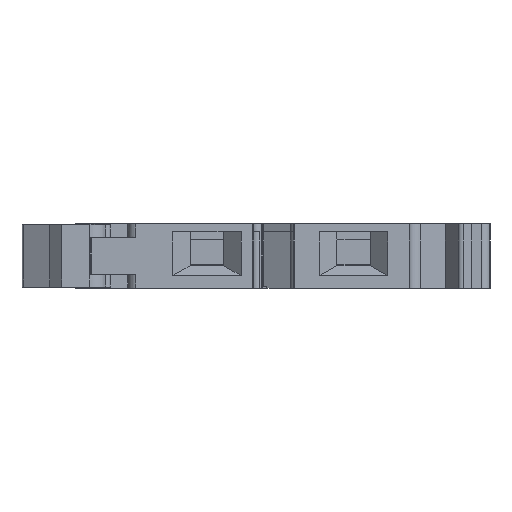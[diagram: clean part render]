
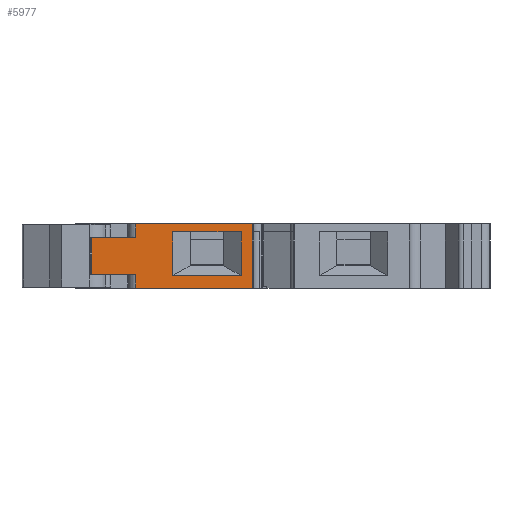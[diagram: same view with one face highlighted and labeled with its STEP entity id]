
A CAD part, left-side view. The second image highlights one B-rep face of the part: STEP entity #5977.
In plain terms, the highlighted planar face has unit normal (-1, 0, 0).
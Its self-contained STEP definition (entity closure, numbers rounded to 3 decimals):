
#956=ORIENTED_EDGE('',*,*,#2474,.T.);
#957=ORIENTED_EDGE('',*,*,#2446,.F.);
#958=ORIENTED_EDGE('',*,*,#2475,.F.);
#959=ORIENTED_EDGE('',*,*,#2099,.T.);
#960=ORIENTED_EDGE('',*,*,#2476,.F.);
#961=ORIENTED_EDGE('',*,*,#2477,.F.);
#962=ORIENTED_EDGE('',*,*,#2478,.T.);
#963=ORIENTED_EDGE('',*,*,#2479,.T.);
#964=ORIENTED_EDGE('',*,*,#2480,.T.);
#965=ORIENTED_EDGE('',*,*,#2481,.F.);
#966=ORIENTED_EDGE('',*,*,#2471,.F.);
#967=ORIENTED_EDGE('',*,*,#2482,.F.);
#2099=EDGE_CURVE('',#2974,#2973,#3559,.T.);
#2446=EDGE_CURVE('',#3238,#3239,#3830,.T.);
#2471=EDGE_CURVE('',#3254,#3255,#3854,.T.);
#2474=EDGE_CURVE('',#3256,#3239,#3857,.T.);
#2475=EDGE_CURVE('',#2974,#3238,#3858,.T.);
#2476=EDGE_CURVE('',#3257,#2973,#3859,.T.);
#2477=EDGE_CURVE('',#3258,#3257,#3860,.T.);
#2478=EDGE_CURVE('',#3258,#3259,#3861,.T.);
#2479=EDGE_CURVE('',#3259,#3256,#3862,.T.);
#2480=EDGE_CURVE('',#3260,#3261,#3863,.T.);
#2481=EDGE_CURVE('',#3255,#3261,#3864,.T.);
#2482=EDGE_CURVE('',#3260,#3254,#3865,.T.);
#2973=VERTEX_POINT('',#8492);
#2974=VERTEX_POINT('',#8494);
#3238=VERTEX_POINT('',#9187);
#3239=VERTEX_POINT('',#9189);
#3254=VERTEX_POINT('',#9235);
#3255=VERTEX_POINT('',#9236);
#3256=VERTEX_POINT('',#9241);
#3257=VERTEX_POINT('',#9244);
#3258=VERTEX_POINT('',#9246);
#3259=VERTEX_POINT('',#9248);
#3260=VERTEX_POINT('',#9251);
#3261=VERTEX_POINT('',#9252);
#3559=LINE('',#8493,#4307);
#3830=LINE('',#9188,#4578);
#3854=LINE('',#9234,#4602);
#3857=LINE('',#9240,#4605);
#3858=LINE('',#9242,#4606);
#3859=LINE('',#9243,#4607);
#3860=LINE('',#9245,#4608);
#3861=LINE('',#9247,#4609);
#3862=LINE('',#9249,#4610);
#3863=LINE('',#9250,#4611);
#3864=LINE('',#9253,#4612);
#3865=LINE('',#9254,#4613);
#4307=VECTOR('',#6806,1000.);
#4578=VECTOR('',#7395,1000.);
#4602=VECTOR('',#7433,1000.);
#4605=VECTOR('',#7438,1000.);
#4606=VECTOR('',#7439,1000.);
#4607=VECTOR('',#7440,1000.);
#4608=VECTOR('',#7441,1000.);
#4609=VECTOR('',#7442,1000.);
#4610=VECTOR('',#7443,1000.);
#4611=VECTOR('',#7444,1000.);
#4612=VECTOR('',#7445,1000.);
#4613=VECTOR('',#7446,1000.);
#5094=EDGE_LOOP('',(#956,#957,#958,#959,#960,#961,#962,#963));
#5095=EDGE_LOOP('',(#964,#965,#966,#967));
#5418=FACE_BOUND('',#5094,.T.);
#5419=FACE_BOUND('',#5095,.T.);
#5701=PLANE('',#6393);
#5977=ADVANCED_FACE('',(#5418,#5419),#5701,.T.);
#6393=AXIS2_PLACEMENT_3D('',#9239,#7436,#7437);
#6806=DIRECTION('',(0.,1.,0.));
#7395=DIRECTION('',(0.,1.,0.));
#7433=DIRECTION('',(0.,0.,1.));
#7436=DIRECTION('',(-1.,0.,0.));
#7437=DIRECTION('',(0.,0.,1.));
#7438=DIRECTION('',(0.,0.,-1.));
#7439=DIRECTION('',(0.,0.,-1.));
#7440=DIRECTION('',(0.,0.,1.));
#7441=DIRECTION('',(0.,-1.,0.));
#7442=DIRECTION('',(0.,0.,-1.));
#7443=DIRECTION('',(0.,-1.,0.));
#7444=DIRECTION('',(0.,0.,1.));
#7445=DIRECTION('',(0.,1.,0.));
#7446=DIRECTION('',(0.,-1.,0.));
#8492=CARTESIAN_POINT('',(-26.,14.5,8.02));
#8493=CARTESIAN_POINT('',(-26.,0.,8.02));
#8494=CARTESIAN_POINT('',(-26.,0.,8.02));
#9187=CARTESIAN_POINT('',(-26.,0.,0.));
#9188=CARTESIAN_POINT('',(-26.,0.,0.));
#9189=CARTESIAN_POINT('',(-26.,14.5,0.));
#9234=CARTESIAN_POINT('',(-26.,1.4,1.56));
#9235=CARTESIAN_POINT('',(-26.,1.4,1.56));
#9236=CARTESIAN_POINT('',(-26.,1.4,7.02));
#9239=CARTESIAN_POINT('',(-26.,0.,8.));
#9240=CARTESIAN_POINT('',(-26.,14.5,1.7));
#9241=CARTESIAN_POINT('',(-26.,14.5,1.7));
#9242=CARTESIAN_POINT('',(-26.,0.,8.));
#9243=CARTESIAN_POINT('',(-26.,14.5,6.3));
#9244=CARTESIAN_POINT('',(-26.,14.5,6.3));
#9245=CARTESIAN_POINT('',(-26.,22.,6.3));
#9246=CARTESIAN_POINT('',(-26.,20.,6.3));
#9247=CARTESIAN_POINT('',(-26.,20.,8.));
#9248=CARTESIAN_POINT('',(-26.,20.,1.7));
#9249=CARTESIAN_POINT('',(-26.,22.,1.7));
#9250=CARTESIAN_POINT('',(-26.,9.9,1.56));
#9251=CARTESIAN_POINT('',(-26.,9.9,1.56));
#9252=CARTESIAN_POINT('',(-26.,9.9,7.02));
#9253=CARTESIAN_POINT('',(-26.,0.,7.02));
#9254=CARTESIAN_POINT('',(-26.,9.9,1.56));
